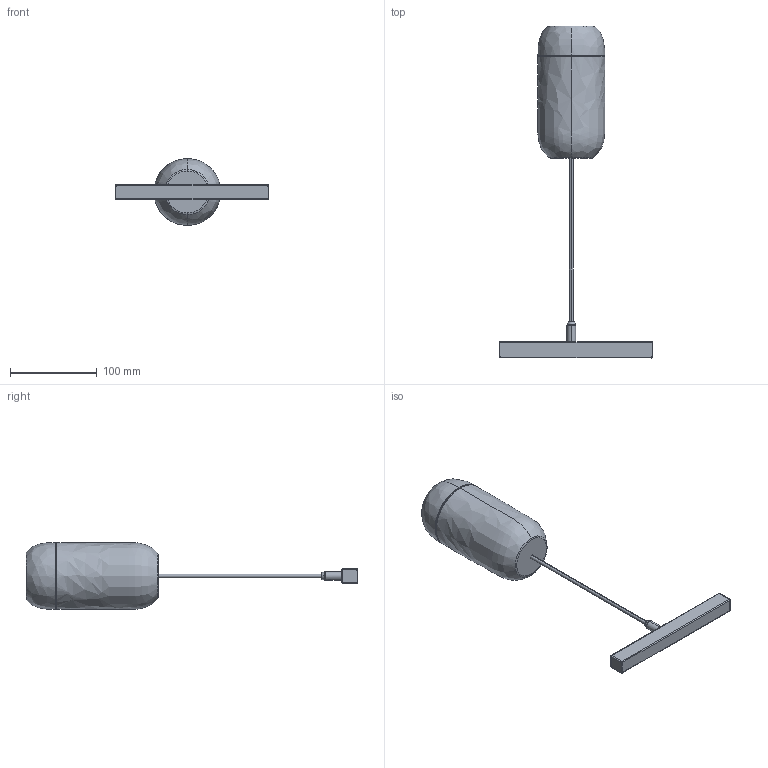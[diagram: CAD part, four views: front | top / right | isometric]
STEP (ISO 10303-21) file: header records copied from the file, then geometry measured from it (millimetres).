
FILE_DESCRIPTION(/* description */ (''),/* implementation_level */ '2;1');
FILE_NAME(/* name */ 'GOPLE 80 SUSP-TRK',/* time_stamp */ '2023-03-09T17:09:36+01:00',/* author */ (''),/* organization */ (''),/* preprocessor_version */ 'ST-DEVELOPER v16.5',/* originating_system */ 'Rhino 7.27',/* authorisation */ '');
FILE_SCHEMA (('AUTOMOTIVE_DESIGN'));
Length unit declared in the file: millimetre
Products named in the file (1): Document
Bounding box: 177.22 x 382.46 x 77.01 mm (x, y, z)
Volume: 688698.5 mm3; surface area: 60550.2 mm2
Topology: 4 solids, 4 shells, 115 faces, 264 edges, 164 vertices
Faces by surface type: bspline 86, plane 19, cylinder 10
Entity records: 9592 total; most frequent: CARTESIAN_POINT 7578, ORIENTED_EDGE 528, EDGE_CURVE 264, B_SPLINE_CURVE_WITH_KNOTS 189, VERTEX_POINT 164, EDGE_LOOP 122, ADVANCED_FACE 115, FACE_OUTER_BOUND 115
